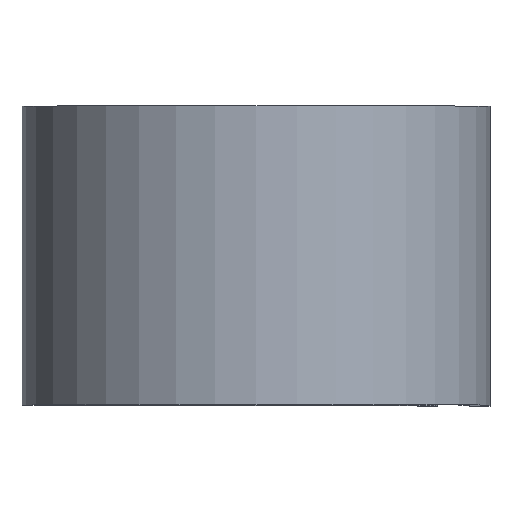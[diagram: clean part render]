
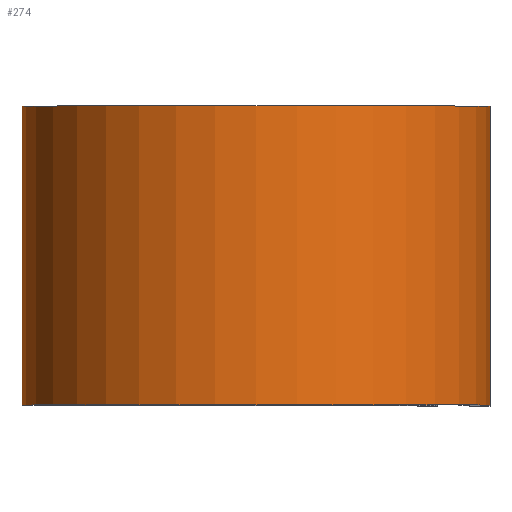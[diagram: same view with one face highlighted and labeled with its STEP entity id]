
A CAD part, top view. The second image highlights one B-rep face of the part: STEP entity #274.
In plain terms, the highlighted cylindrical face has radius 17.399 mm (diameter 34.798 mm), a partial arc.
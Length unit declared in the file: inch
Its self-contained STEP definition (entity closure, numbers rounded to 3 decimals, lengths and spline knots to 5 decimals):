
#42 = CARTESIAN_POINT ( 'NONE',  ( 0.685, 0.4375, 0. ) ) ;
#58 = CIRCLE ( 'NONE', #110, 0.685 ) ;
#110 = AXIS2_PLACEMENT_3D ( 'NONE', #341, #445, #396 ) ;
#122 = ORIENTED_EDGE ( 'NONE', *, *, #539, .F. ) ;
#127 = DIRECTION ( 'NONE',  ( 0., -1., 0. ) ) ;
#175 = VECTOR ( 'NONE', #442, 39.37008 ) ;
#183 = CYLINDRICAL_SURFACE ( 'NONE', #211, 0.685 ) ;
#191 = LINE ( 'NONE', #464, #175 ) ;
#205 = FACE_OUTER_BOUND ( 'NONE', #300, .T. ) ;
#211 = AXIS2_PLACEMENT_3D ( 'NONE', #524, #576, #453 ) ;
#244 = CARTESIAN_POINT ( 'NONE',  ( 0., -0.4375, -0.685 ) ) ;
#251 = VERTEX_POINT ( 'NONE', #42 ) ;
#254 = AXIS2_PLACEMENT_3D ( 'NONE', #494, #504, #611 ) ;
#274 = ADVANCED_FACE ( 'NONE', ( #205 ), #183, .T. ) ;
#280 = CARTESIAN_POINT ( 'NONE',  ( 0.685, 0.4375, 0. ) ) ;
#300 = EDGE_LOOP ( 'NONE', ( #426, #495, #122, #376 ) ) ;
#341 = CARTESIAN_POINT ( 'NONE',  ( 0., 0.4375, 0. ) ) ;
#376 = ORIENTED_EDGE ( 'NONE', *, *, #626, .T. ) ;
#380 = VERTEX_POINT ( 'NONE', #421 ) ;
#395 = CARTESIAN_POINT ( 'NONE',  ( 0.685, -0.4375, 0. ) ) ;
#396 = DIRECTION ( 'NONE',  ( 1., 0., 0. ) ) ;
#397 = VERTEX_POINT ( 'NONE', #395 ) ;
#421 = CARTESIAN_POINT ( 'NONE',  ( 0., 0.4375, -0.685 ) ) ;
#426 = ORIENTED_EDGE ( 'NONE', *, *, #487, .T. ) ;
#442 = DIRECTION ( 'NONE',  ( 0., -1., 0. ) ) ;
#445 = DIRECTION ( 'NONE',  ( 0., 1., 0. ) ) ;
#453 = DIRECTION ( 'NONE',  ( 0., 0., -1. ) ) ;
#464 = CARTESIAN_POINT ( 'NONE',  ( 0., 0.4375, -0.685 ) ) ;
#465 = VECTOR ( 'NONE', #127, 39.37008 ) ;
#470 = CIRCLE ( 'NONE', #254, 0.685 ) ;
#471 = LINE ( 'NONE', #280, #465 ) ;
#487 = EDGE_CURVE ( 'NONE', #609, #397, #470, .T. ) ;
#493 = EDGE_CURVE ( 'NONE', #251, #397, #471, .T. ) ;
#494 = CARTESIAN_POINT ( 'NONE',  ( 0., -0.4375, 0. ) ) ;
#495 = ORIENTED_EDGE ( 'NONE', *, *, #493, .F. ) ;
#504 = DIRECTION ( 'NONE',  ( 0., 1., 0. ) ) ;
#524 = CARTESIAN_POINT ( 'NONE',  ( 0., 0.4375, 0. ) ) ;
#539 = EDGE_CURVE ( 'NONE', #380, #251, #58, .T. ) ;
#576 = DIRECTION ( 'NONE',  ( 0., -1., 0. ) ) ;
#609 = VERTEX_POINT ( 'NONE', #244 ) ;
#611 = DIRECTION ( 'NONE',  ( 1., 0., 0. ) ) ;
#626 = EDGE_CURVE ( 'NONE', #380, #609, #191, .T. ) ;
